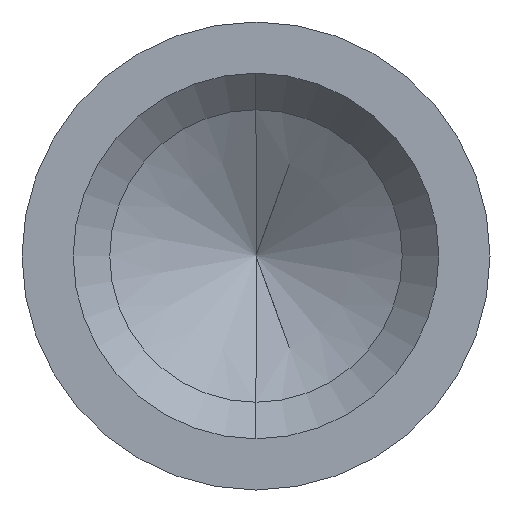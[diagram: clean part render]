
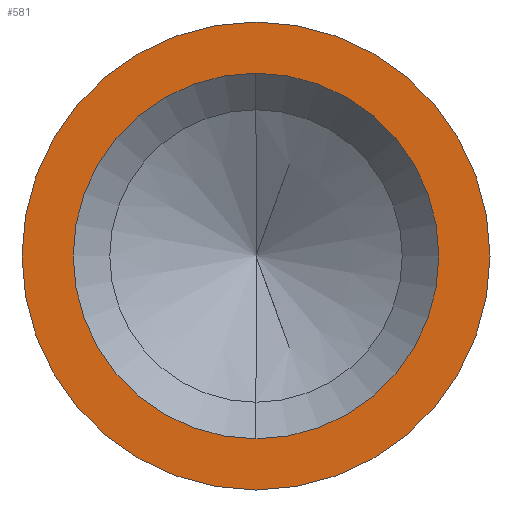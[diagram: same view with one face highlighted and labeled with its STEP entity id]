
A CAD part, left-side view. The second image highlights one B-rep face of the part: STEP entity #581.
In plain terms, the highlighted planar face has unit normal (-1, 0, 0).
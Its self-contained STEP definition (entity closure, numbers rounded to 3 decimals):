
#25 = DIRECTION ( 'NONE',  ( -1., 0., 0. ) ) ;
#32 = CIRCLE ( 'NONE', #451, 2.5 ) ;
#44 = EDGE_CURVE ( 'NONE', #668, #149, #330, .T. ) ;
#51 = CARTESIAN_POINT ( 'NONE',  ( 0., 0., 2.5 ) ) ;
#53 = EDGE_LOOP ( 'NONE', ( #127, #710 ) ) ;
#59 = CARTESIAN_POINT ( 'NONE',  ( 0., 0., 0. ) ) ;
#88 = DIRECTION ( 'NONE',  ( 1., 0., 0. ) ) ;
#97 = DIRECTION ( 'NONE',  ( 0., 0., -1. ) ) ;
#110 = AXIS2_PLACEMENT_3D ( 'NONE', #443, #88, #497 ) ;
#125 = DIRECTION ( 'NONE',  ( -1., 0., 0. ) ) ;
#127 = ORIENTED_EDGE ( 'NONE', *, *, #456, .T. ) ;
#133 = CIRCLE ( 'NONE', #110, 2.5 ) ;
#139 = EDGE_CURVE ( 'NONE', #447, #303, #133, .T. ) ;
#149 = VERTEX_POINT ( 'NONE', #378 ) ;
#161 = AXIS2_PLACEMENT_3D ( 'NONE', #59, #587, #239 ) ;
#218 = FACE_BOUND ( 'NONE', #53, .T. ) ;
#239 = DIRECTION ( 'NONE',  ( 0., 0., -1. ) ) ;
#251 = ORIENTED_EDGE ( 'NONE', *, *, #701, .T. ) ;
#303 = VERTEX_POINT ( 'NONE', #51 ) ;
#319 = DIRECTION ( 'NONE',  ( 0., 0., 1. ) ) ;
#330 = CIRCLE ( 'NONE', #517, 3.2 ) ;
#349 = CARTESIAN_POINT ( 'NONE',  ( 0., 0., -2.5 ) ) ;
#371 = CARTESIAN_POINT ( 'NONE',  ( 0., 0., 0. ) ) ;
#378 = CARTESIAN_POINT ( 'NONE',  ( 0., 0., 3.2 ) ) ;
#394 = AXIS2_PLACEMENT_3D ( 'NONE', #538, #125, #480 ) ;
#406 = CARTESIAN_POINT ( 'NONE',  ( 0., 0., -3.2 ) ) ;
#443 = CARTESIAN_POINT ( 'NONE',  ( 0., 0., 0. ) ) ;
#447 = VERTEX_POINT ( 'NONE', #349 ) ;
#451 = AXIS2_PLACEMENT_3D ( 'NONE', #596, #530, #97 ) ;
#456 = EDGE_CURVE ( 'NONE', #303, #447, #32, .T. ) ;
#458 = EDGE_LOOP ( 'NONE', ( #251, #494 ) ) ;
#461 = PLANE ( 'NONE',  #161 ) ;
#480 = DIRECTION ( 'NONE',  ( 0., 0., 1. ) ) ;
#494 = ORIENTED_EDGE ( 'NONE', *, *, #44, .T. ) ;
#497 = DIRECTION ( 'NONE',  ( 0., 0., -1. ) ) ;
#517 = AXIS2_PLACEMENT_3D ( 'NONE', #371, #25, #319 ) ;
#525 = FACE_OUTER_BOUND ( 'NONE', #458, .T. ) ;
#530 = DIRECTION ( 'NONE',  ( 1., 0., 0. ) ) ;
#538 = CARTESIAN_POINT ( 'NONE',  ( 0., 0., 0. ) ) ;
#581 = ADVANCED_FACE ( 'NONE', ( #218, #525 ), #461, .F. ) ;
#587 = DIRECTION ( 'NONE',  ( 1., 0., 0. ) ) ;
#596 = CARTESIAN_POINT ( 'NONE',  ( 0., 0., 0. ) ) ;
#615 = CIRCLE ( 'NONE', #394, 3.2 ) ;
#668 = VERTEX_POINT ( 'NONE', #406 ) ;
#701 = EDGE_CURVE ( 'NONE', #149, #668, #615, .T. ) ;
#710 = ORIENTED_EDGE ( 'NONE', *, *, #139, .T. ) ;
